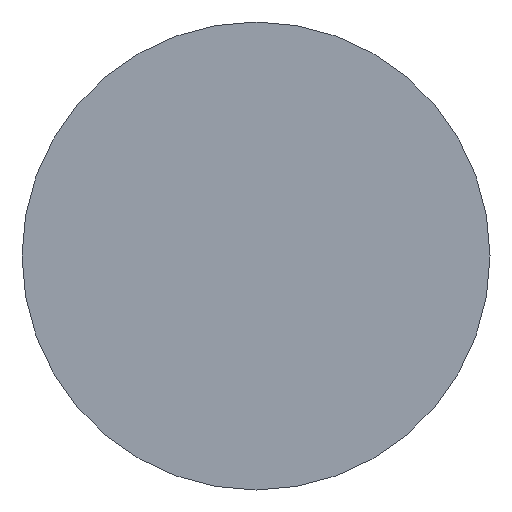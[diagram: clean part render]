
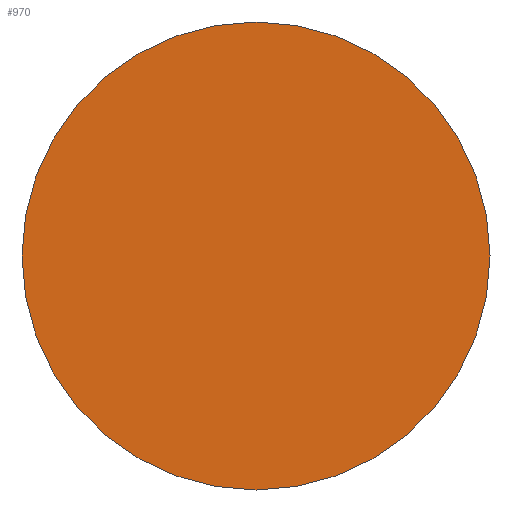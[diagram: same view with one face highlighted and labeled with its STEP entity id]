
A CAD part, left-side view. The second image highlights one B-rep face of the part: STEP entity #970.
In plain terms, the highlighted planar face has unit normal (-1, 0, 0).
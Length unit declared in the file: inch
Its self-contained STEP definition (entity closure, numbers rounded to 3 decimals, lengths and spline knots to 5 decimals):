
#73 = VERTEX_POINT ( 'NONE', #1307 ) ;
#103 = DIRECTION ( 'NONE',  ( 1., 0., 0. ) ) ;
#126 = ORIENTED_EDGE ( 'NONE', *, *, #368, .F. ) ;
#190 = EDGE_LOOP ( 'NONE', ( #126 ) ) ;
#292 = DIRECTION ( 'NONE',  ( 1., 0., 0. ) ) ;
#318 = AXIS2_PLACEMENT_3D ( 'NONE', #1270, #103, #941 ) ;
#368 = EDGE_CURVE ( 'NONE', #73, #73, #407, .T. ) ;
#370 = FACE_OUTER_BOUND ( 'NONE', #190, .T. ) ;
#378 = DIRECTION ( 'NONE',  ( 0., 1., 0. ) ) ;
#407 = CIRCLE ( 'NONE', #318, 0.03725 ) ;
#488 = PLANE ( 'NONE',  #1103 ) ;
#941 = DIRECTION ( 'NONE',  ( 0., 1., 0. ) ) ;
#970 = ADVANCED_FACE ( 'NONE', ( #370 ), #488, .F. ) ;
#1103 = AXIS2_PLACEMENT_3D ( 'NONE', #1104, #292, #378 ) ;
#1104 = CARTESIAN_POINT ( 'NONE',  ( 0., -0.03725, 0. ) ) ;
#1270 = CARTESIAN_POINT ( 'NONE',  ( 0., 0., 0. ) ) ;
#1307 = CARTESIAN_POINT ( 'NONE',  ( 0., 0.03725, 0. ) ) ;
